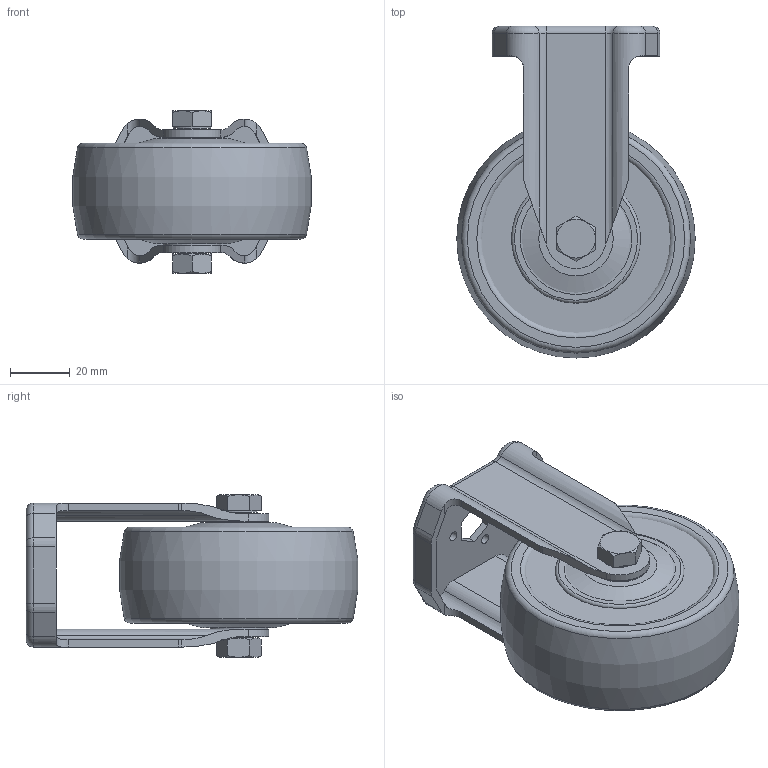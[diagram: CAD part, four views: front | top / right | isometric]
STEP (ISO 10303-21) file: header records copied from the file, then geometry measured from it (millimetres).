
FILE_DESCRIPTION(/* description */ ('STEP AP214'),/* implementation_level */ '2;1');
FILE_NAME(/* name */ '098F080AN',/* time_stamp */ '2022-07-20T09:38:06+02:00',/* author */ ('License CC BY-ND 4.0'),/* organization */ ('CADENAS'),/* preprocessor_version */ 'ST-DEVELOPER v18.102',/* originating_system */ 'PARTsolutions',/* authorisation */ ' ');
FILE_SCHEMA (('AUTOMOTIVE_DESIGN {1 0 10303 214 3 1 1}'));
Length unit declared in the file: millimetre
Products named in the file (6): 098F080AN; 098F080ANn; 098F080ANs; 098F080ANp3; 098F080ANp2; 098F080ANp1
Assembly tree (5 placements, depth 2):
  098F080AN
    098F080ANn
    098F080ANs
    098F080ANp3
    098F080ANp2
    098F080ANp1
Bounding box: 79.6 x 110.8 x 54.2 mm (x, y, z)
Volume: 159256.6 mm3; surface area: 59535.5 mm2
Topology: 5 solids, 5 shells, 187 faces, 430 edges, 267 vertices
Faces by surface type: plane 68, cylinder 61, cone 31, torus 27
Full cylindrical faces by diameter (mm): 3.3 x3, 6.647 x1, 8 x2, 8.2 x3, 8.5 x3, 12.5 x1, 19.5 x2, 38 x2, 39 x2
Entity records: 5286 total; most frequent: CARTESIAN_POINT 1019, DIRECTION 896, ORIENTED_EDGE 762, EDGE_CURVE 381, AXIS2_PLACEMENT_3D 374, EDGE_LOOP 266, FACE_BOUND 266, VERTEX_POINT 265
